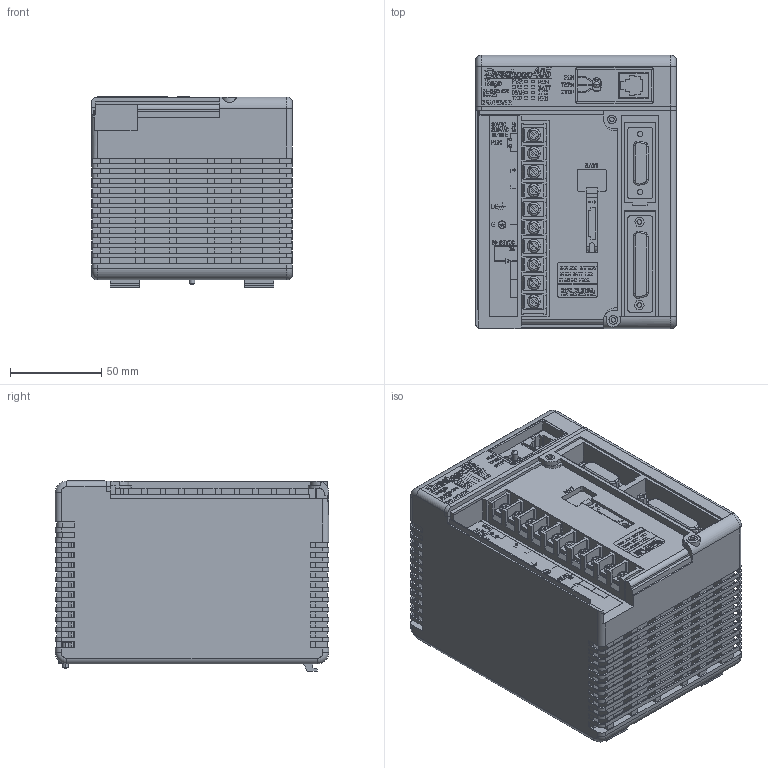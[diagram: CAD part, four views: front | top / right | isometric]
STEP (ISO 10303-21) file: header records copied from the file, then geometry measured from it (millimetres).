
FILE_DESCRIPTION (( 'STEP AP214' ), '1' );
FILE_NAME ('D4-454DC-1.STEP', '2017-03-21T22:21:36', ( '' ), ( '' ), 'SwSTEP 2.0', 'SolidWorks 2016', '' );
FILE_SCHEMA (( 'AUTOMOTIVE_DESIGN' ));
Length unit declared in the file: inch
Products named in the file (1): D4-454DC-1
Bounding box: 110.24 x 149.99 x 104.32 mm (x, y, z)
Volume: 1439318 mm3; surface area: 136380.8 mm2
Topology: 9 solids, 10 shells, 4600 faces, 12980 edges, 8450 vertices
Faces by surface type: plane 4158, cylinder 379, torus 49, bspline 10, cone 4
Entity records: 199487 total; most frequent: CARTESIAN_POINT 26620, ORIENTED_EDGE 25960, DIRECTION 23072, EDGE_CURVE 12980, LINE 11936, VECTOR 11936, VERTEX_POINT 8450, AXIS2_PLACEMENT_3D 5568
